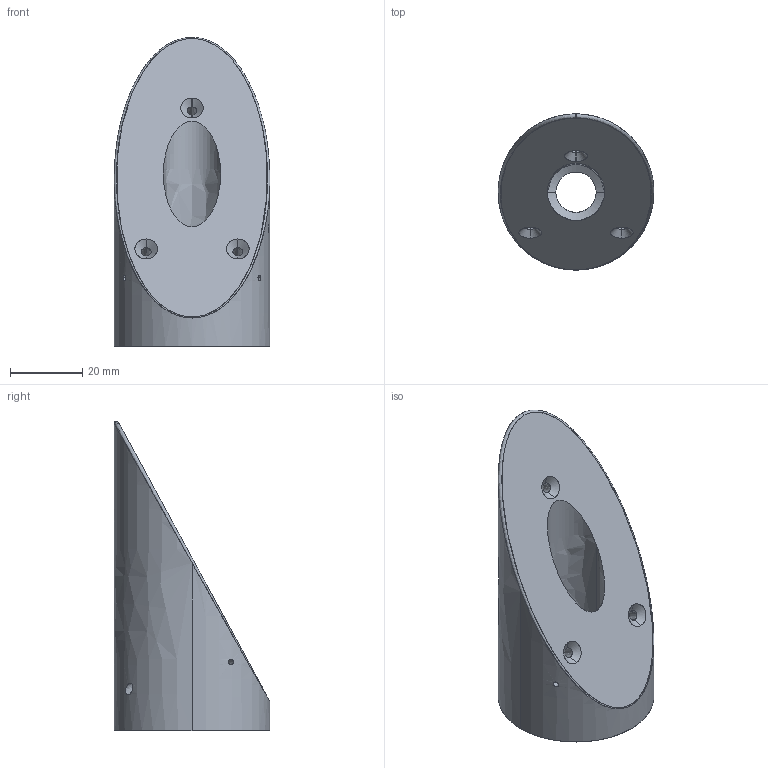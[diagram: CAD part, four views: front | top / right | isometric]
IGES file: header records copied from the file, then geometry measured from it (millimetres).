
Start section: SolidWorks IGES file using analytic representation for surfaces
Global section: file name: D1003025-v4_AdLIGO_AOS_SLC Photodetector Housing.IGS; native system: SolidWorks 2010; preprocessor: SolidWorks 2010; author: tnguyen; date: 110920.142934; units: inch
Bounding box: 43.18 x 43.18 x 85.76 mm (x, y, z)
Surface area: 14375.3 mm2 (no closed solid volume)
Topology: 0 solids, 0 shells, 47 faces, 1173 edges, 1167 vertices
Faces by surface type: revolution 40, bspline 7
